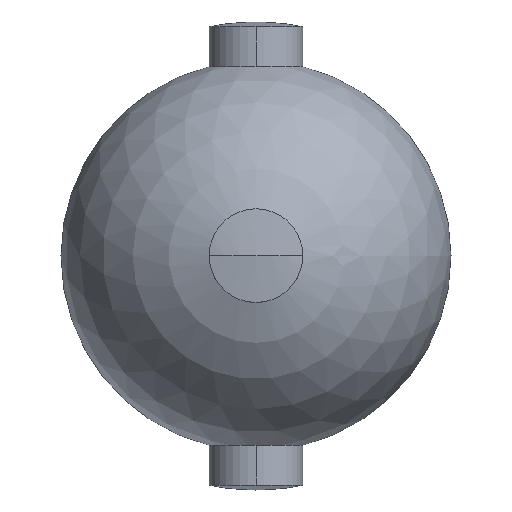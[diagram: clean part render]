
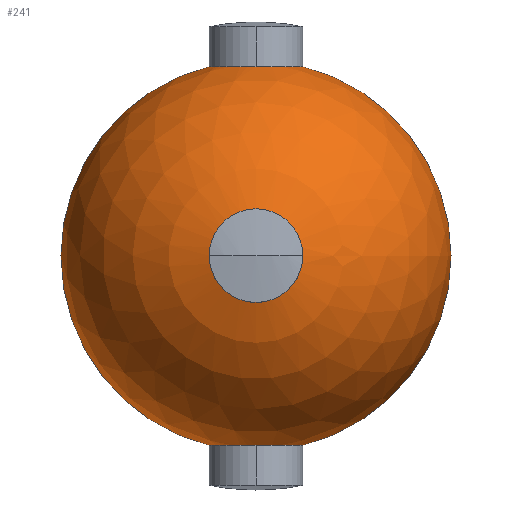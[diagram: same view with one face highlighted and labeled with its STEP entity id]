
A CAD part, top view. The second image highlights one B-rep face of the part: STEP entity #241.
In plain terms, the highlighted spherical face has radius 5.292 mm.
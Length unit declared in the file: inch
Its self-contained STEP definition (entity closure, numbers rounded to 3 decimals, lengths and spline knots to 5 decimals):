
#6 = EDGE_CURVE ( 'NONE', #162, #83, #446, .T. ) ;
#11 = VERTEX_POINT ( 'NONE', #48 ) ;
#23 = EDGE_LOOP ( 'NONE', ( #392, #147, #518, #420, #25, #111, #24, #132 ) ) ;
#24 = ORIENTED_EDGE ( 'NONE', *, *, #242, .F. ) ;
#25 = ORIENTED_EDGE ( 'NONE', *, *, #585, .T. ) ;
#26 = EDGE_CURVE ( 'NONE', #11, #193, #569, .T. ) ;
#31 = CIRCLE ( 'NONE', #361, 0.05 ) ;
#38 = CARTESIAN_POINT ( 'NONE',  ( 0., 0.20224, 0. ) ) ;
#47 = CARTESIAN_POINT ( 'NONE',  ( 0., 0.20224, 0.05 ) ) ;
#48 = CARTESIAN_POINT ( 'NONE',  ( 0.05, 0., 0.20224 ) ) ;
#49 = ORIENTED_EDGE ( 'NONE', *, *, #26, .F. ) ;
#66 = AXIS2_PLACEMENT_3D ( 'NONE', #77, #419, #126 ) ;
#77 = CARTESIAN_POINT ( 'NONE',  ( 0., 0.20224, 0. ) ) ;
#79 = DIRECTION ( 'NONE',  ( 0., 0., -1. ) ) ;
#83 = VERTEX_POINT ( 'NONE', #190 ) ;
#86 = EDGE_CURVE ( 'NONE', #592, #83, #31, .T. ) ;
#91 = DIRECTION ( 'NONE',  ( 1., 0., 0. ) ) ;
#93 = CARTESIAN_POINT ( 'NONE',  ( 0., 0., 0. ) ) ;
#95 = DIRECTION ( 'NONE',  ( 0., 0., 1. ) ) ;
#108 = VERTEX_POINT ( 'NONE', #178 ) ;
#109 = AXIS2_PLACEMENT_3D ( 'NONE', #562, #273, #606 ) ;
#111 = ORIENTED_EDGE ( 'NONE', *, *, #373, .F. ) ;
#113 = AXIS2_PLACEMENT_3D ( 'NONE', #270, #603, #314 ) ;
#116 = DIRECTION ( 'NONE',  ( 0., 0., -1. ) ) ;
#117 = DIRECTION ( 'NONE',  ( 0., 0., -1. ) ) ;
#119 = DIRECTION ( 'NONE',  ( 0., 1., 0. ) ) ;
#126 = DIRECTION ( 'NONE',  ( 0., 0., -1. ) ) ;
#129 = VERTEX_POINT ( 'NONE', #278 ) ;
#132 = ORIENTED_EDGE ( 'NONE', *, *, #554, .F. ) ;
#140 = DIRECTION ( 'NONE',  ( 1., 0., 0. ) ) ;
#144 = ORIENTED_EDGE ( 'NONE', *, *, #253, .F. ) ;
#147 = ORIENTED_EDGE ( 'NONE', *, *, #6, .T. ) ;
#150 = FACE_BOUND ( 'NONE', #466, .T. ) ;
#152 = CARTESIAN_POINT ( 'NONE',  ( 0.20833, 0., 0. ) ) ;
#162 = VERTEX_POINT ( 'NONE', #152 ) ;
#169 = CARTESIAN_POINT ( 'NONE',  ( -0.05, -0.20224, 0. ) ) ;
#178 = CARTESIAN_POINT ( 'NONE',  ( -0.05, 0.20224, 0. ) ) ;
#182 = DIRECTION ( 'NONE',  ( 0., -1., 0. ) ) ;
#186 = AXIS2_PLACEMENT_3D ( 'NONE', #479, #384, #91 ) ;
#190 = CARTESIAN_POINT ( 'NONE',  ( 0.05, 0.20224, 0. ) ) ;
#193 = VERTEX_POINT ( 'NONE', #202 ) ;
#202 = CARTESIAN_POINT ( 'NONE',  ( -0.05, 0., 0.20224 ) ) ;
#216 = AXIS2_PLACEMENT_3D ( 'NONE', #312, #411, #119 ) ;
#221 = SPHERICAL_SURFACE ( 'NONE', #216, 0.20833 ) ;
#241 = ADVANCED_FACE ( 'NONE', ( #453, #150 ), #221, .T. ) ;
#242 = EDGE_CURVE ( 'NONE', #129, #324, #460, .T. ) ;
#253 = EDGE_CURVE ( 'NONE', #193, #11, #484, .T. ) ;
#257 = EDGE_CURVE ( 'NONE', #108, #592, #503, .T. ) ;
#270 = CARTESIAN_POINT ( 'NONE',  ( 0., -0.20224, 0. ) ) ;
#273 = DIRECTION ( 'NONE',  ( 0., 0., 1. ) ) ;
#278 = CARTESIAN_POINT ( 'NONE',  ( 0., -0.20224, 0.05 ) ) ;
#283 = AXIS2_PLACEMENT_3D ( 'NONE', #93, #432, #140 ) ;
#293 = CIRCLE ( 'NONE', #445, 0.20833 ) ;
#312 = CARTESIAN_POINT ( 'NONE',  ( 0., 0., 0. ) ) ;
#314 = DIRECTION ( 'NONE',  ( 0., 0., 1. ) ) ;
#324 = VERTEX_POINT ( 'NONE', #169 ) ;
#334 = CIRCLE ( 'NONE', #536, 0.05 ) ;
#348 = CIRCLE ( 'NONE', #283, 0.20833 ) ;
#356 = EDGE_CURVE ( 'NONE', #162, #596, #551, .T. ) ;
#361 = AXIS2_PLACEMENT_3D ( 'NONE', #38, #368, #79 ) ;
#368 = DIRECTION ( 'NONE',  ( 0., 1., 0. ) ) ;
#373 = EDGE_CURVE ( 'NONE', #324, #535, #293, .T. ) ;
#384 = DIRECTION ( 'NONE',  ( 0., 0., 1. ) ) ;
#386 = CARTESIAN_POINT ( 'NONE',  ( 0., 0., 0.20224 ) ) ;
#392 = ORIENTED_EDGE ( 'NONE', *, *, #356, .F. ) ;
#409 = CARTESIAN_POINT ( 'NONE',  ( 0., 0., 0. ) ) ;
#410 = CARTESIAN_POINT ( 'NONE',  ( 0., 0., 0. ) ) ;
#411 = DIRECTION ( 'NONE',  ( 0., 0., -1. ) ) ;
#419 = DIRECTION ( 'NONE',  ( 0., 1., 0. ) ) ;
#420 = ORIENTED_EDGE ( 'NONE', *, *, #257, .F. ) ;
#432 = DIRECTION ( 'NONE',  ( 0., 0., 1. ) ) ;
#434 = DIRECTION ( 'NONE',  ( -1., 0., 0. ) ) ;
#445 = AXIS2_PLACEMENT_3D ( 'NONE', #409, #116, #461 ) ;
#446 = CIRCLE ( 'NONE', #186, 0.20833 ) ;
#453 = FACE_OUTER_BOUND ( 'NONE', #23, .T. ) ;
#460 = CIRCLE ( 'NONE', #113, 0.05 ) ;
#461 = DIRECTION ( 'NONE',  ( 0., 1., 0. ) ) ;
#462 = DIRECTION ( 'NONE',  ( 0., 1., 0. ) ) ;
#466 = EDGE_LOOP ( 'NONE', ( #144, #49 ) ) ;
#475 = AXIS2_PLACEMENT_3D ( 'NONE', #410, #117, #462 ) ;
#477 = CARTESIAN_POINT ( 'NONE',  ( 0., -0.20224, 0. ) ) ;
#479 = CARTESIAN_POINT ( 'NONE',  ( 0., 0., 0. ) ) ;
#483 = CARTESIAN_POINT ( 'NONE',  ( 0.05, -0.20224, 0. ) ) ;
#484 = CIRCLE ( 'NONE', #109, 0.05 ) ;
#498 = AXIS2_PLACEMENT_3D ( 'NONE', #386, #95, #434 ) ;
#503 = CIRCLE ( 'NONE', #66, 0.05 ) ;
#518 = ORIENTED_EDGE ( 'NONE', *, *, #86, .F. ) ;
#527 = DIRECTION ( 'NONE',  ( 0., 0., 1. ) ) ;
#535 = VERTEX_POINT ( 'NONE', #608 ) ;
#536 = AXIS2_PLACEMENT_3D ( 'NONE', #477, #182, #527 ) ;
#551 = CIRCLE ( 'NONE', #475, 0.20833 ) ;
#554 = EDGE_CURVE ( 'NONE', #596, #129, #334, .T. ) ;
#562 = CARTESIAN_POINT ( 'NONE',  ( 0., 0., 0.20224 ) ) ;
#569 = CIRCLE ( 'NONE', #498, 0.05 ) ;
#585 = EDGE_CURVE ( 'NONE', #108, #535, #348, .T. ) ;
#592 = VERTEX_POINT ( 'NONE', #47 ) ;
#596 = VERTEX_POINT ( 'NONE', #483 ) ;
#603 = DIRECTION ( 'NONE',  ( 0., -1., 0. ) ) ;
#606 = DIRECTION ( 'NONE',  ( -1., 0., 0. ) ) ;
#608 = CARTESIAN_POINT ( 'NONE',  ( -0.20833, 0., 0. ) ) ;
